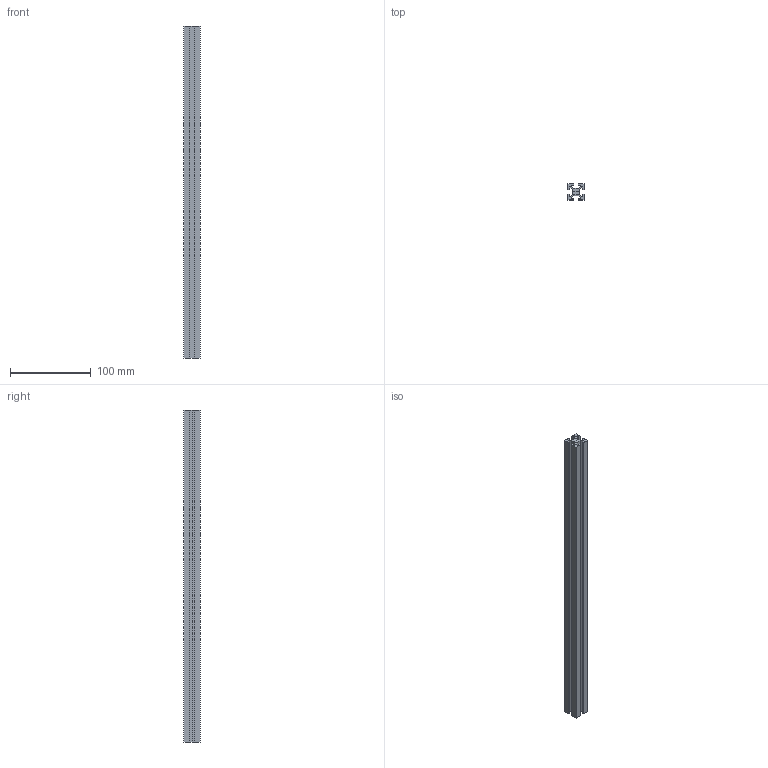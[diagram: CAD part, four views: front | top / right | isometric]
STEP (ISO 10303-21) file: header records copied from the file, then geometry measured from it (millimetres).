
FILE_DESCRIPTION(('FreeCAD Model'),'2;1');
FILE_NAME('misumi_2020_410mm.step', '2015-04-06T12:07:15',('FreeCAD'),('FreeCAD'), 'Open CASCADE STEP processor 6.7','FreeCAD','Unknown');
FILE_SCHEMA(('AUTOMOTIVE_DESIGN_CC2 { 1 2 10303 214 -1 1 5 4 }'));
Length unit declared in the file: millimetre
Products named in the file (6): Fusion; Mirrored; Sketch001; Sketch; Change_me_for_height; Pocket
Bounding box: 20 x 20 x 410 mm (x, y, z)
Surface area: 237037.5 mm2
Topology: 4 solids, 4 shells, 176 faces, 517 edges, 373 vertices
Faces by surface type: plane 176
Entity records: 12209 total; most frequent: CARTESIAN_POINT 2052, DIRECTION 1856, LINE 1500, VECTOR 1500, ORIENTED_EDGE 984, PCURVE 984, DEFINITIONAL_REPRESENTATION 984, EDGE_CURVE 492
